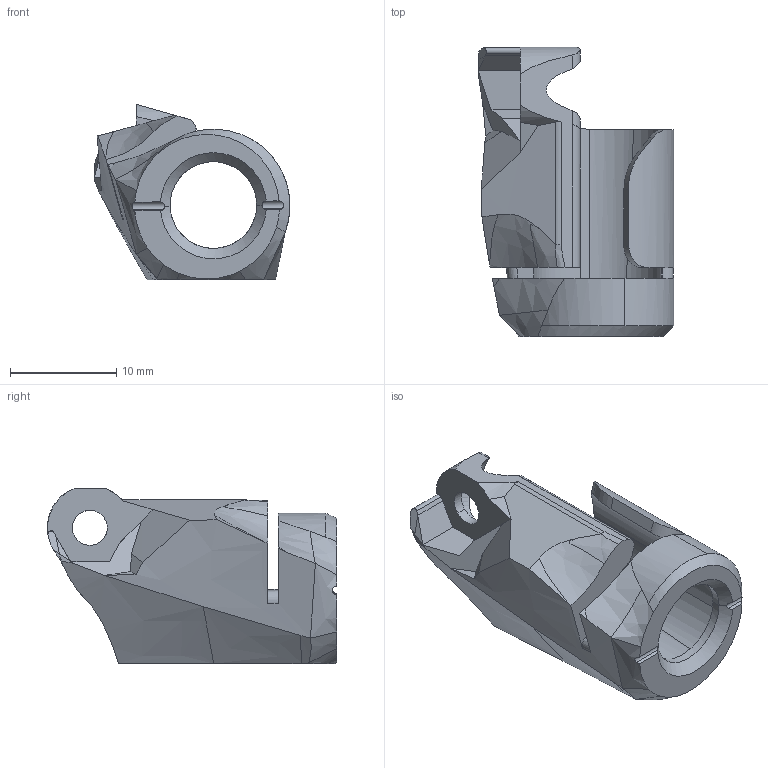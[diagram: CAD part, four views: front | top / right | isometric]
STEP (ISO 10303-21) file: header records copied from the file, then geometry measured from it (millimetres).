
FILE_DESCRIPTION(/* description */ (''),/* implementation_level */ '2;1');
FILE_NAME(/* name */ 'Laser Mount V4',/* time_stamp */ '2025-02-06T22:31:58-05:00',/* author */ (''),/* organization */ (''),/* preprocessor_version */ 'ST-DEVELOPER v19.2',/* originating_system */ 'Rhino 8.7',/* authorisation */ '');
FILE_SCHEMA (('CONFIG_CONTROL_DESIGN'));
Length unit declared in the file: millimetre
Products named in the file (1): Document
Bounding box: 18.46 x 27.25 x 16.52 mm (x, y, z)
Volume: 1946.2 mm3; surface area: 2331.8 mm2
Topology: 1 solids, 1 shells, 187 faces, 540 edges, 349 vertices
Faces by surface type: plane 99, cylinder 45, bspline 43
Entity records: 8033 total; most frequent: CARTESIAN_POINT 4336, ORIENTED_EDGE 1080, EDGE_CURVE 540, B_SPLINE_CURVE_WITH_KNOTS 447, VERTEX_POINT 349, DIRECTION 210, EDGE_LOOP 191, ADVANCED_FACE 187
